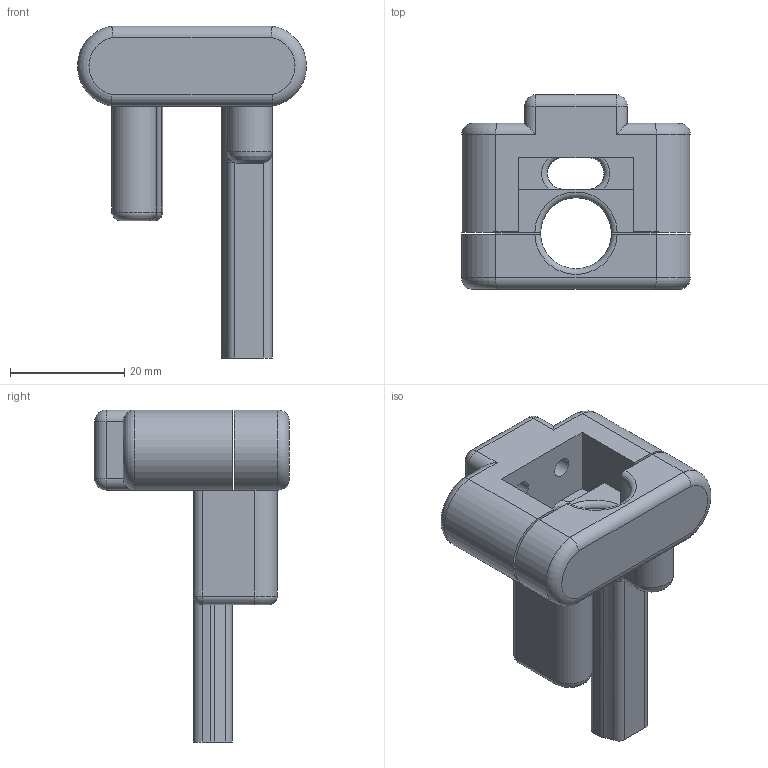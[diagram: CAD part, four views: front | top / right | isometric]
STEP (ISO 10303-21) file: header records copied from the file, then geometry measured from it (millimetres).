
FILE_DESCRIPTION(/* description */ (''),/* implementation_level */ '2;1');
FILE_NAME(/* name */ 'endstop_holder.step',/* time_stamp */ '2018-02-13T10:50:51+01:00',/* author */ (''),/* organization */ (''),/* preprocessor_version */ 'ST-DEVELOPER v16.13',/* originating_system */ 'Autodesk Translation Framework v6.5.0.72',/* authorisation */ '');
FILE_SCHEMA (('AUTOMOTIVE_DESIGN { 1 0 10303 214 3 1 1 }'));
Length unit declared in the file: millimetre
Products named in the file (3): (Unsaved); EndstopHolderSpacerV2; EndstopHolder
Assembly tree (2 placements, depth 2):
  (Unsaved)
    EndstopHolderSpacerV2
    EndstopHolder
Bounding box: 39.95 x 34 x 58 mm (x, y, z)
Volume: 16360.7 mm3; surface area: 8358.8 mm2
Topology: 2 solids, 2 shells, 114 faces, 278 edges, 169 vertices
Faces by surface type: cylinder 48, plane 43, torus 14, sphere 7, bspline 2
Full cylindrical faces by diameter (mm): 3.5 x4, 3.8 x2, 7 x2
Entity records: 3728 total; most frequent: CARTESIAN_POINT 926, DIRECTION 598, ORIENTED_EDGE 554, EDGE_CURVE 277, AXIS2_PLACEMENT_3D 232, VERTEX_POINT 169, LINE 134, VECTOR 134
